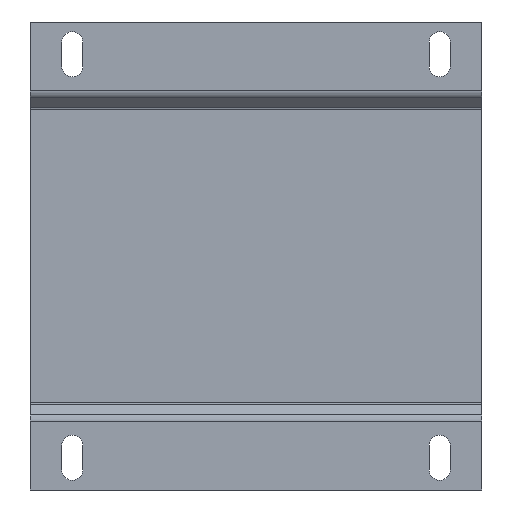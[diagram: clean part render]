
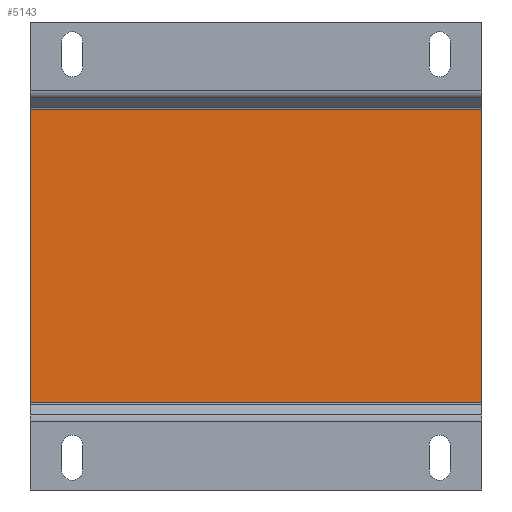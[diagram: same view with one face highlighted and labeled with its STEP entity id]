
A CAD part, front view. The second image highlights one B-rep face of the part: STEP entity #5143.
In plain terms, the highlighted planar face has unit normal (0, -1, 0).
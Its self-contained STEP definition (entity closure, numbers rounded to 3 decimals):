
#474 = VERTEX_POINT ( 'NONE', #7652 ) ;
#614 = LINE ( 'NONE', #3645, #5023 ) ;
#665 = AXIS2_PLACEMENT_3D ( 'NONE', #5547, #4313, #4286 ) ;
#686 = LINE ( 'NONE', #5822, #1136 ) ;
#865 = EDGE_CURVE ( 'NONE', #3308, #5268, #7779, .T. ) ;
#1136 = VECTOR ( 'NONE', #5156, 1000. ) ;
#1327 = ORIENTED_EDGE ( 'NONE', *, *, #6825, .F. ) ;
#1399 = VECTOR ( 'NONE', #7421, 1000. ) ;
#1491 = CARTESIAN_POINT ( 'NONE',  ( 0., -64.5, -48.757 ) ) ;
#1778 = CARTESIAN_POINT ( 'NONE',  ( 75., -64.5, 48.757 ) ) ;
#1953 = EDGE_LOOP ( 'NONE', ( #3855, #7596, #1327, #2751 ) ) ;
#2036 = CARTESIAN_POINT ( 'NONE',  ( -75., -64.5, -48.757 ) ) ;
#2067 = CARTESIAN_POINT ( 'NONE',  ( 75., -64.5, -48.757 ) ) ;
#2151 = EDGE_CURVE ( 'NONE', #3238, #3308, #5539, .T. ) ;
#2260 = DIRECTION ( 'NONE',  ( 0., 0., -1. ) ) ;
#2751 = ORIENTED_EDGE ( 'NONE', *, *, #865, .F. ) ;
#3238 = VERTEX_POINT ( 'NONE', #1778 ) ;
#3308 = VERTEX_POINT ( 'NONE', #2067 ) ;
#3645 = CARTESIAN_POINT ( 'NONE',  ( -75., -64.5, -77.7 ) ) ;
#3696 = DIRECTION ( 'NONE',  ( 0., 0., 1. ) ) ;
#3747 = PLANE ( 'NONE',  #665 ) ;
#3855 = ORIENTED_EDGE ( 'NONE', *, *, #2151, .F. ) ;
#4286 = DIRECTION ( 'NONE',  ( 0., 0., 1. ) ) ;
#4313 = DIRECTION ( 'NONE',  ( 0., 1., 0. ) ) ;
#5023 = VECTOR ( 'NONE', #3696, 1000. ) ;
#5143 = ADVANCED_FACE ( 'NONE', ( #7583 ), #3747, .F. ) ;
#5156 = DIRECTION ( 'NONE',  ( -1., 0., 0. ) ) ;
#5268 = VERTEX_POINT ( 'NONE', #2036 ) ;
#5539 = LINE ( 'NONE', #6484, #6191 ) ;
#5547 = CARTESIAN_POINT ( 'NONE',  ( 0., -64.5, 0. ) ) ;
#5822 = CARTESIAN_POINT ( 'NONE',  ( 0., -64.5, 48.757 ) ) ;
#6191 = VECTOR ( 'NONE', #2260, 1000. ) ;
#6484 = CARTESIAN_POINT ( 'NONE',  ( 75., -64.5, -77.7 ) ) ;
#6825 = EDGE_CURVE ( 'NONE', #5268, #474, #614, .T. ) ;
#7421 = DIRECTION ( 'NONE',  ( -1., 0., 0. ) ) ;
#7583 = FACE_OUTER_BOUND ( 'NONE', #1953, .T. ) ;
#7596 = ORIENTED_EDGE ( 'NONE', *, *, #7707, .T. ) ;
#7652 = CARTESIAN_POINT ( 'NONE',  ( -75., -64.5, 48.757 ) ) ;
#7707 = EDGE_CURVE ( 'NONE', #3238, #474, #686, .T. ) ;
#7779 = LINE ( 'NONE', #1491, #1399 ) ;
